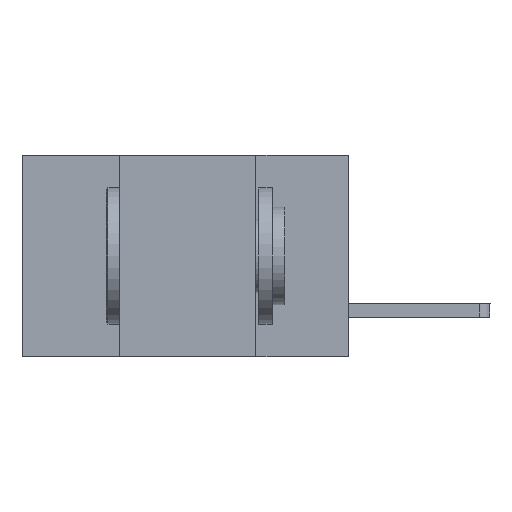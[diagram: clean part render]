
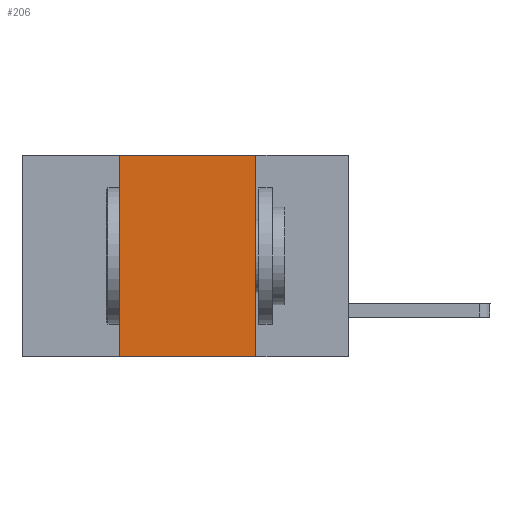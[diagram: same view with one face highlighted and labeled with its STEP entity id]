
A CAD part, left-side view. The second image highlights one B-rep face of the part: STEP entity #206.
In plain terms, the highlighted planar face has unit normal (-1, 0, 0).
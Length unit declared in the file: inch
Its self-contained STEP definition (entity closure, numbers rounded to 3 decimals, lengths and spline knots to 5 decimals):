
#206 = ADVANCED_FACE ( 'NONE', ( #4784 ), #2928, .F. ) ;
#893 = VERTEX_POINT ( 'NONE', #4462 ) ;
#1308 = DIRECTION ( 'NONE',  ( 0., 0., -1. ) ) ;
#1365 = CARTESIAN_POINT ( 'NONE',  ( 0., 0.6, 0. ) ) ;
#1414 = AXIS2_PLACEMENT_3D ( 'NONE', #10461, #6232, #2072 ) ;
#2072 = DIRECTION ( 'NONE',  ( 0., 0., -1. ) ) ;
#2371 = ORIENTED_EDGE ( 'NONE', *, *, #9217, .F. ) ;
#2928 = PLANE ( 'NONE',  #1414 ) ;
#3071 = LINE ( 'NONE', #10717, #3595 ) ;
#3342 = ORIENTED_EDGE ( 'NONE', *, *, #9642, .F. ) ;
#3595 = VECTOR ( 'NONE', #1308, 39.37008 ) ;
#3719 = LINE ( 'NONE', #6082, #6070 ) ;
#4285 = VECTOR ( 'NONE', #4806, 39.37008 ) ;
#4462 = CARTESIAN_POINT ( 'NONE',  ( 0., 0.17, 0. ) ) ;
#4769 = EDGE_CURVE ( 'NONE', #5750, #6834, #3719, .T. ) ;
#4784 = FACE_OUTER_BOUND ( 'NONE', #6573, .T. ) ;
#4806 = DIRECTION ( 'NONE',  ( 0., -1., 0. ) ) ;
#5105 = CARTESIAN_POINT ( 'NONE',  ( 0., 0.17, -0.37 ) ) ;
#5750 = VERTEX_POINT ( 'NONE', #6434 ) ;
#6070 = VECTOR ( 'NONE', #7802, 39.37008 ) ;
#6082 = CARTESIAN_POINT ( 'NONE',  ( 0., 0.6, -0.37 ) ) ;
#6232 = DIRECTION ( 'NONE',  ( 1., 0., 0. ) ) ;
#6244 = DIRECTION ( 'NONE',  ( 0., 0., 1. ) ) ;
#6434 = CARTESIAN_POINT ( 'NONE',  ( 0., 0.42, -0.37 ) ) ;
#6502 = ORIENTED_EDGE ( 'NONE', *, *, #10396, .F. ) ;
#6573 = EDGE_LOOP ( 'NONE', ( #6502, #2371, #3342, #7238 ) ) ;
#6834 = VERTEX_POINT ( 'NONE', #5105 ) ;
#7238 = ORIENTED_EDGE ( 'NONE', *, *, #4769, .T. ) ;
#7237 = CARTESIAN_POINT ( 'NONE',  ( 0., 0.42, 0. ) ) ;
#7802 = DIRECTION ( 'NONE',  ( 0., -1., 0. ) ) ;
#8082 = LINE ( 'NONE', #7237, #8745 ) ;
#8745 = VECTOR ( 'NONE', #6244, 39.37008 ) ;
#9217 = EDGE_CURVE ( 'NONE', #10169, #893, #10547, .T. ) ;
#9642 = EDGE_CURVE ( 'NONE', #5750, #10169, #8082, .T. ) ;
#10169 = VERTEX_POINT ( 'NONE', #10223 ) ;
#10223 = CARTESIAN_POINT ( 'NONE',  ( 0., 0.42, 0. ) ) ;
#10396 = EDGE_CURVE ( 'NONE', #893, #6834, #3071, .T. ) ;
#10461 = CARTESIAN_POINT ( 'NONE',  ( 0., 0.6, 0. ) ) ;
#10547 = LINE ( 'NONE', #1365, #4285 ) ;
#10717 = CARTESIAN_POINT ( 'NONE',  ( 0., 0.17, 0. ) ) ;
